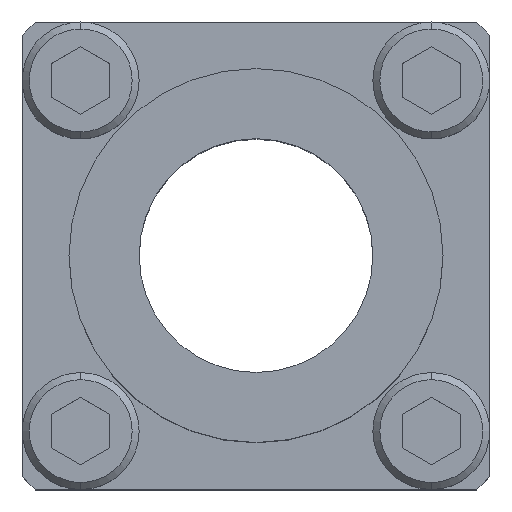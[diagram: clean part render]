
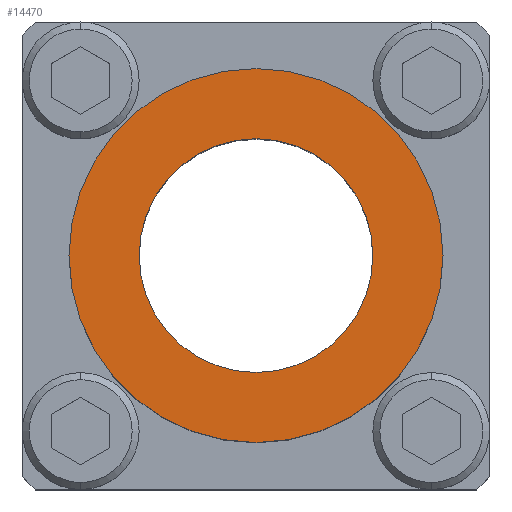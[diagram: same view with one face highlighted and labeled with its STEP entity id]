
A CAD part, top view. The second image highlights one B-rep face of the part: STEP entity #14470.
In plain terms, the highlighted face is planar.
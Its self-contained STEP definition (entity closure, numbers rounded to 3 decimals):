
#13330=CARTESIAN_POINT('',(10.,0.,0.));
#13340=VERTEX_POINT('',#13330);
#13390=CARTESIAN_POINT('',(0.,0.,0.));
#13400=DIRECTION('',(0.,0.,1.));
#13410=DIRECTION('',(-1.,0.,0.));
#13420=AXIS2_PLACEMENT_3D('',#13390,#13400,#13410);
#13430=CIRCLE('',#13420,10.);
#13440=CARTESIAN_POINT('',(-10.,0.,0.));
#13450=VERTEX_POINT('',#13440);
#13460=EDGE_CURVE('',#13340,#13450,#13430,.T.);
#14220=CARTESIAN_POINT('',(13.,0.,0.));
#14230=DIRECTION('',(0.,0.,-1.));
#14240=DIRECTION('',(-1.,0.,0.));
#14250=AXIS2_PLACEMENT_3D('',#14220,#14230,#14240);
#14260=PLANE('',#14250);
#14270=ORIENTED_EDGE('',*,*,#13460,.T.);
#14280=EDGE_CURVE('',#13450,#13340,#13430,.T.);
#14290=ORIENTED_EDGE('',*,*,#14280,.T.);
#14300=EDGE_LOOP('',(#14290,#14270));
#14310=FACE_BOUND('',#14300,.T.);
#14320=CARTESIAN_POINT('',(0.,0.,0.));
#14330=DIRECTION('',(0.,0.,-1.));
#14340=DIRECTION('',(-1.,0.,0.));
#14350=AXIS2_PLACEMENT_3D('',#14320,#14330,#14340);
#14360=CIRCLE('',#14350,16.);
#14370=CARTESIAN_POINT('',(16.,0.,0.));
#14380=VERTEX_POINT('',#14370);
#14390=CARTESIAN_POINT('',(-16.,0.,0.));
#14400=VERTEX_POINT('',#14390);
#14410=EDGE_CURVE('',#14380,#14400,#14360,.T.);
#14420=ORIENTED_EDGE('',*,*,#14410,.T.);
#14430=EDGE_CURVE('',#14400,#14380,#14360,.T.);
#14440=ORIENTED_EDGE('',*,*,#14430,.T.);
#14450=EDGE_LOOP('',(#14440,#14420));
#14460=FACE_OUTER_BOUND('',#14450,.T.);
#14470=ADVANCED_FACE('',(#14310,#14460),#14260,.T.);
